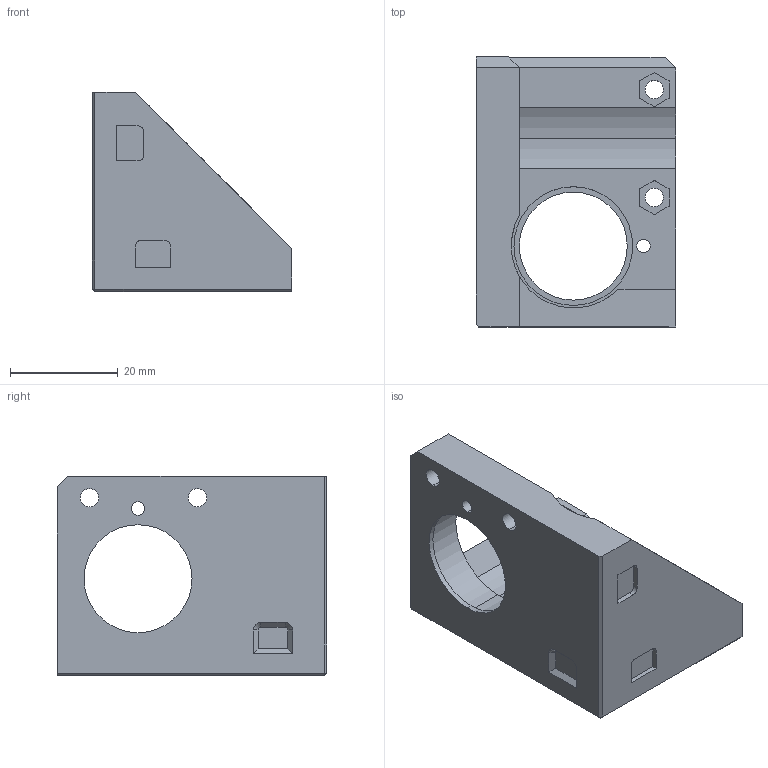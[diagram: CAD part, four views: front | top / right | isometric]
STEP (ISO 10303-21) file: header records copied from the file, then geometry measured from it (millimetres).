
FILE_DESCRIPTION (( 'STEP AP203' ), '1' );
FILE_NAME ('TR_XY_corner_front_right_v1_0.STEP', '2018-05-17T19:00:19', ( '' ), ( '' ), 'SwSTEP 2.0', 'SolidWorks 2017', '' );
FILE_SCHEMA (( 'CONFIG_CONTROL_DESIGN' ));
Length unit declared in the file: millimetre
Products named in the file (1): TR_XY_corner_front_right_v1_0
Bounding box: 37 x 50 x 37 mm (x, y, z)
Volume: 21061.6 mm3; surface area: 9492.7 mm2
Topology: 1 solids, 1 shells, 93 faces, 239 edges, 157 vertices
Faces by surface type: plane 64, cylinder 27, cone 2
Entity records: 2924 total; most frequent: CARTESIAN_POINT 493, DIRECTION 484, ORIENTED_EDGE 478, EDGE_CURVE 239, LINE 180, VECTOR 180, VERTEX_POINT 157, AXIS2_PLACEMENT_3D 152
